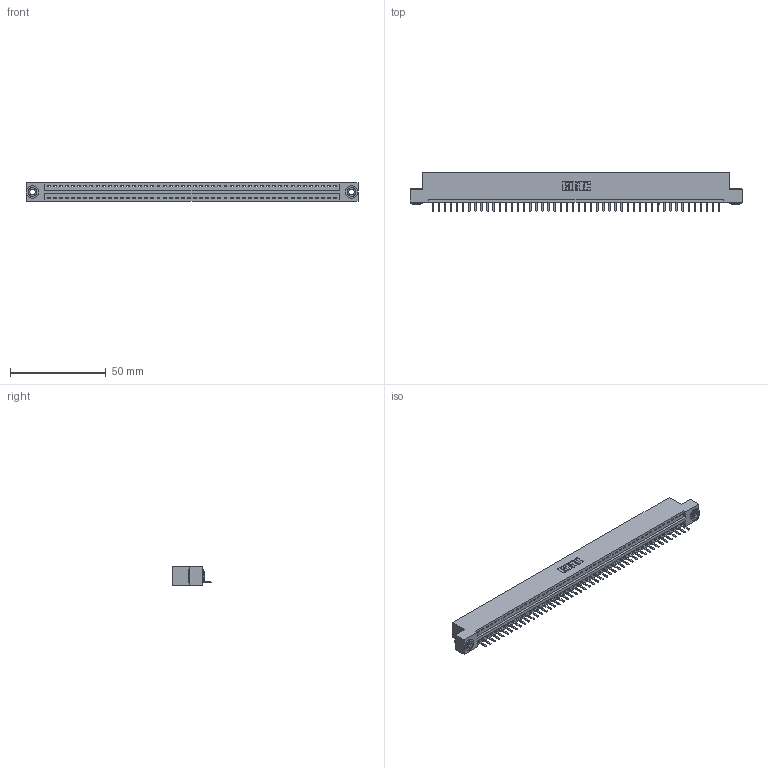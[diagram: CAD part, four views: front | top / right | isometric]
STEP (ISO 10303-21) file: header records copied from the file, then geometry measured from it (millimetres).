
FILE_DESCRIPTION (( 'STEP AP203' ), '1' );
FILE_NAME ('396-048-520-103.STEP', '2018-09-07T11:34:32', ( '' ), ( '' ), 'SwSTEP 2.0', 'SolidWorks 2016', '' );
FILE_SCHEMA (( 'CONFIG_CONTROL_DESIGN' ));
Length unit declared in the file: inch
Products named in the file (4): 346 Part_Flush Mounting Lugs - 0.156 Dia-TH; 345-292-001_345-293-120; 345-250-002_345-250-002-102; 396-048-520-103
Assembly tree (51 placements, depth 2):
  396-048-520-103
    346 Part_Flush Mounting Lugs - 0.156 Dia-TH
    345-292-001_345-293-120  x48
    345-250-002_345-250-002-102  x2
Bounding box: 172.97 x 20.02 x 9.4 mm (x, y, z)
Volume: 16480.1 mm3; surface area: 20421 mm2
Topology: 51 solids, 51 shells, 3136 faces, 9237 edges, 6026 vertices
Faces by surface type: plane 2102, cylinder 1026, cone 8
Entity records: 29746 total; most frequent: CARTESIAN_POINT 5087, ORIENTED_EDGE 5050, DIRECTION 4499, EDGE_CURVE 2525, LINE 2173, VECTOR 2173, VERTEX_POINT 1678, AXIS2_PLACEMENT_3D 1163
